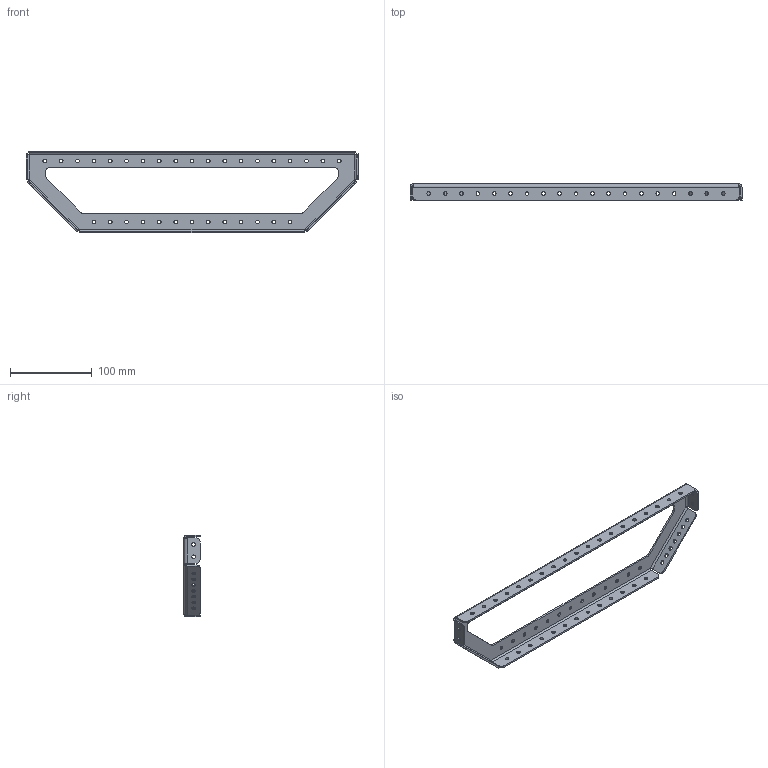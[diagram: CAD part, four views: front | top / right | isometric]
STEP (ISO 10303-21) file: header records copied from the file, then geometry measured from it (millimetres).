
FILE_DESCRIPTION(/* description */ (''),/* implementation_level */ '2;1');
FILE_NAME(/* name */ 'ROVER6_FRAME_FRONT_REAR_SUPPORT.step',/* time_stamp */ '2024-07-21T23:35:11+03:00',/* author */ (''),/* organization */ (''),/* preprocessor_version */ 'ST-DEVELOPER v20',/* originating_system */ 'Autodesk Translation Framework v13.14.0.145',/* authorisation */ '');
FILE_SCHEMA (('AUTOMOTIVE_DESIGN { 1 0 10303 214 3 1 1 }'));
Length unit declared in the file: millimetre
Products named in the file (1): ROVER6_FRAME_FRONT_REAR_SUPPORT
Bounding box: 406 x 20 x 100 mm (x, y, z)
Volume: 64390.9 mm3; surface area: 70523.9 mm2
Topology: 1 solids, 1 shells, 174 faces, 468 edges, 296 vertices
Faces by surface type: cylinder 112, plane 62
Full cylindrical faces by diameter (mm): 4.5 x82
Entity records: 5857 total; most frequent: DIRECTION 1042, CARTESIAN_POINT 939, ORIENTED_EDGE 936, EDGE_CURVE 468, AXIS2_PLACEMENT_3D 399, EDGE_LOOP 340, VERTEX_POINT 296, LINE 244
